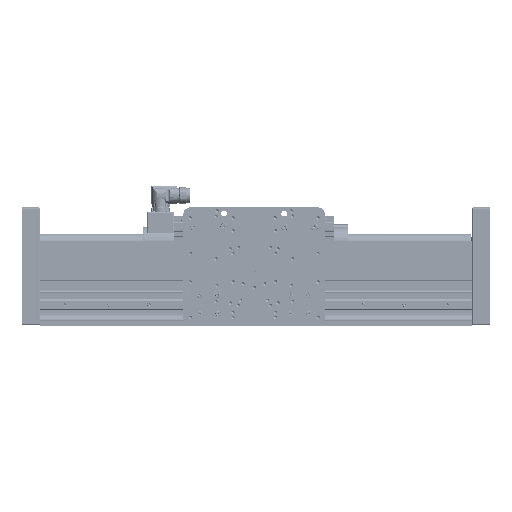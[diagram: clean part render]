
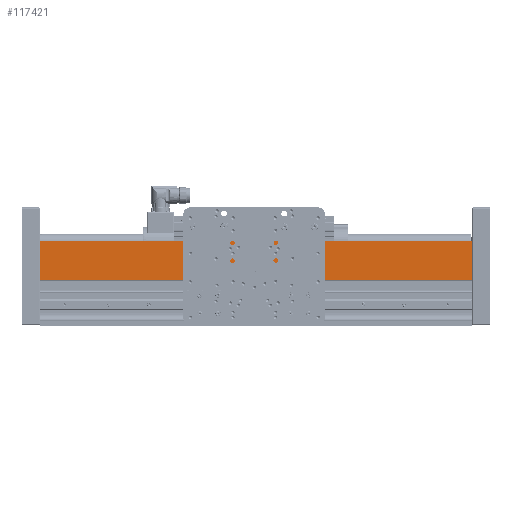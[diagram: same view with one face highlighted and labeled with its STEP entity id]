
A CAD part, top view. The second image highlights one B-rep face of the part: STEP entity #117421.
In plain terms, the highlighted face is planar.
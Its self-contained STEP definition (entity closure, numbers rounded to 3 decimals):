
#2542 = VECTOR ( 'NONE', #179008, 1000. ) ;
#4017 = VERTEX_POINT ( 'NONE', #10740 ) ;
#4529 = EDGE_CURVE ( 'NONE', #4017, #37737, #149222, .T. ) ;
#5397 = EDGE_CURVE ( 'NONE', #37737, #169052, #151328, .T. ) ;
#7592 = LINE ( 'NONE', #69712, #2542 ) ;
#8056 = CARTESIAN_POINT ( 'NONE',  ( -60., 33.5, 610. ) ) ;
#9482 = DIRECTION ( 'NONE',  ( -1., 0., 0. ) ) ;
#9573 = EDGE_CURVE ( 'NONE', #23749, #4017, #120516, .T. ) ;
#10740 = CARTESIAN_POINT ( 'NONE',  ( 60., 33.5, 0. ) ) ;
#18061 = ORIENTED_EDGE ( 'NONE', *, *, #9573, .T. ) ;
#22342 = DIRECTION ( 'NONE',  ( 0., 0., -1. ) ) ;
#23749 = VERTEX_POINT ( 'NONE', #143951 ) ;
#25084 = VECTOR ( 'NONE', #72539, 1000. ) ;
#37737 = VERTEX_POINT ( 'NONE', #49228 ) ;
#42015 = ORIENTED_EDGE ( 'NONE', *, *, #4529, .T. ) ;
#47945 = EDGE_CURVE ( 'NONE', #23749, #169052, #7592, .T. ) ;
#49228 = CARTESIAN_POINT ( 'NONE',  ( 5., 33.5, 0. ) ) ;
#51900 = FACE_OUTER_BOUND ( 'NONE', #195738, .T. ) ;
#57330 = CARTESIAN_POINT ( 'NONE',  ( -60., 33.5, 0. ) ) ;
#59907 = VECTOR ( 'NONE', #9482, 1000. ) ;
#68197 = PLANE ( 'NONE',  #90210 ) ;
#69712 = CARTESIAN_POINT ( 'NONE',  ( -60., 33.5, 610. ) ) ;
#72539 = DIRECTION ( 'NONE',  ( 0., 0., -1. ) ) ;
#86861 = CARTESIAN_POINT ( 'NONE',  ( 60., 33.5, 610. ) ) ;
#90210 = AXIS2_PLACEMENT_3D ( 'NONE', #8056, #177478, #22342 ) ;
#116545 = ORIENTED_EDGE ( 'NONE', *, *, #5397, .T. ) ;
#117421 = ADVANCED_FACE ( 'NONE', ( #51900 ), #68197, .F. ) ;
#120516 = LINE ( 'NONE', #86861, #25084 ) ;
#138059 = CARTESIAN_POINT ( 'NONE',  ( 5., 33.5, 610. ) ) ;
#143951 = CARTESIAN_POINT ( 'NONE',  ( 60., 33.5, 610. ) ) ;
#149222 = LINE ( 'NONE', #57330, #59907 ) ;
#151328 = LINE ( 'NONE', #138059, #197302 ) ;
#163013 = CARTESIAN_POINT ( 'NONE',  ( 5., 33.5, 610. ) ) ;
#169052 = VERTEX_POINT ( 'NONE', #163013 ) ;
#177478 = DIRECTION ( 'NONE',  ( 0., -1., 0. ) ) ;
#179008 = DIRECTION ( 'NONE',  ( -1., 0., 0. ) ) ;
#180840 = ORIENTED_EDGE ( 'NONE', *, *, #47945, .F. ) ;
#195738 = EDGE_LOOP ( 'NONE', ( #42015, #116545, #180840, #18061 ) ) ;
#197302 = VECTOR ( 'NONE', #200325, 1000. ) ;
#200325 = DIRECTION ( 'NONE',  ( 0., 0., 1. ) ) ;
